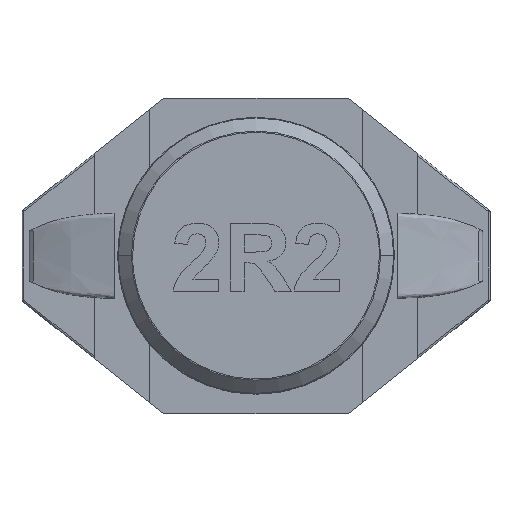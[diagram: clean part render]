
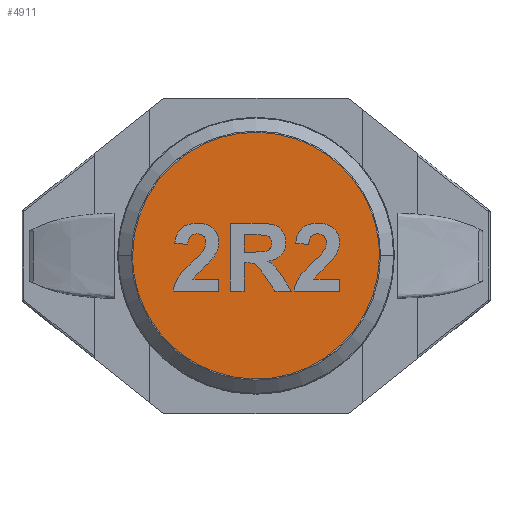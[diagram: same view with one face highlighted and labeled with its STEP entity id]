
A CAD part, top view. The second image highlights one B-rep face of the part: STEP entity #4911.
In plain terms, the highlighted planar face has unit normal (0, 0, 1).
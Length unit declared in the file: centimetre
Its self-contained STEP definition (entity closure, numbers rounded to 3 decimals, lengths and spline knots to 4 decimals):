
#481 = VERTEX_POINT ( 'NONE', #7966 ) ;
#1057 = EDGE_CURVE ( 'NONE', #8558, #481, #11216, .T. ) ;
#1106 = CARTESIAN_POINT ( 'NONE',  ( 0.156, 0.2225, 0.29 ) ) ;
#1124 = CARTESIAN_POINT ( 'NONE',  ( 0.504, 0.5704, 0.29 ) ) ;
#3159 = AXIS2_PLACEMENT_3D ( 'NONE', #6727, #4425, #11078 ) ;
#3397 = CARTESIAN_POINT ( 'NONE',  ( 0.504, -0.1254, 0.29 ) ) ;
#4425 = DIRECTION ( 'NONE',  ( 0., 0., 1. ) ) ;
#4911 = ADVANCED_FACE ( 'NONE', ( #8933 ), #7896, .T. ) ;
#5603 = ORIENTED_EDGE ( 'NONE', *, *, #12854, .F. ) ;
#6663 = CARTESIAN_POINT ( 'NONE',  ( 0.504, 0.2225, 0.29 ) ) ;
#6706 = CARTESIAN_POINT ( 'NONE',  ( 0.156, 0.5704, 0.29 ) ) ;
#6727 = CARTESIAN_POINT ( 'NONE',  ( 0.33, 0.2225, 0.29 ) ) ;
#7259 = ORIENTED_EDGE ( 'NONE', *, *, #1057, .F. ) ;
#7775 = EDGE_LOOP ( 'NONE', ( #5603, #7259 ) ) ;
#7896 = PLANE ( 'NONE',  #3159 ) ;
#7966 = CARTESIAN_POINT ( 'NONE',  ( 0.504, 0.2225, 0.29 ) ) ;
#8558 = VERTEX_POINT ( 'NONE', #1106 ) ;
#8933 = FACE_OUTER_BOUND ( 'NONE', #7775, .T. ) ;
#10118 = CARTESIAN_POINT ( 'NONE',  ( 0.156, -0.1254, 0.29 ) ) ;
#11053 = CARTESIAN_POINT ( 'NONE',  ( 0.504, 0.2225, 0.29 ) ) ;
#11078 = DIRECTION ( 'NONE',  ( 1., 0., 0. ) ) ;
#11137 =( BOUNDED_CURVE ( )  B_SPLINE_CURVE ( 3, ( #6663, #3397, #10118, #12161 ),
 .UNSPECIFIED., .F., .T. ) 
 B_SPLINE_CURVE_WITH_KNOTS ( ( 4, 4 ),
 ( 0., 0.5 ),
 .UNSPECIFIED. ) 
 CURVE ( )  GEOMETRIC_REPRESENTATION_ITEM ( )  RATIONAL_B_SPLINE_CURVE ( ( 1., 0.333, 0.333, 1. ) ) 
 REPRESENTATION_ITEM ( '' )  );
#11216 =( BOUNDED_CURVE ( )  B_SPLINE_CURVE ( 3, ( #14332, #6706, #1124, #11053 ),
 .UNSPECIFIED., .F., .T. ) 
 B_SPLINE_CURVE_WITH_KNOTS ( ( 4, 4 ),
 ( 0.5, 1. ),
 .UNSPECIFIED. ) 
 CURVE ( )  GEOMETRIC_REPRESENTATION_ITEM ( )  RATIONAL_B_SPLINE_CURVE ( ( 1., 0.333, 0.333, 1. ) ) 
 REPRESENTATION_ITEM ( '' )  );
#12161 = CARTESIAN_POINT ( 'NONE',  ( 0.156, 0.2225, 0.29 ) ) ;
#12854 = EDGE_CURVE ( 'NONE', #481, #8558, #11137, .T. ) ;
#14332 = CARTESIAN_POINT ( 'NONE',  ( 0.156, 0.2225, 0.29 ) ) ;
